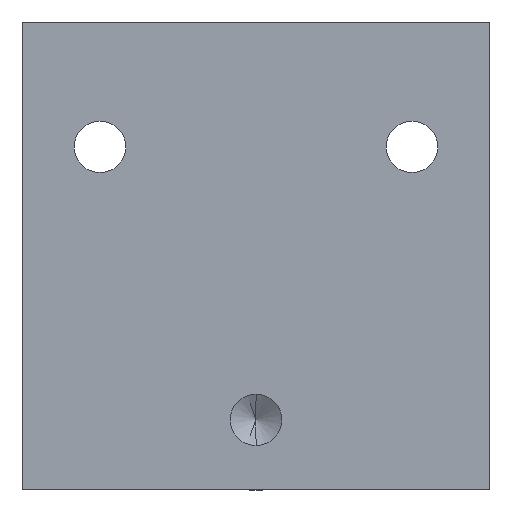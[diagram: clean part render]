
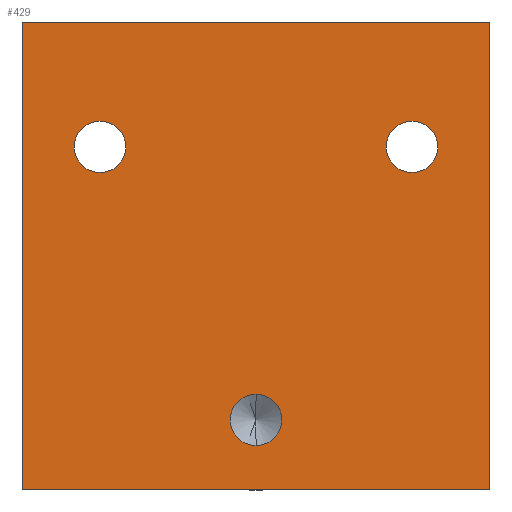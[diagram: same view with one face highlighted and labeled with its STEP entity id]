
A CAD part, front view. The second image highlights one B-rep face of the part: STEP entity #429.
In plain terms, the highlighted planar face has unit normal (0, -1, 0).
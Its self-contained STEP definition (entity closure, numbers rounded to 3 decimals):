
#4 = EDGE_CURVE ( 'NONE', #111, #54, #676, .T. ) ;
#16 = LINE ( 'NONE', #215, #663 ) ;
#18 = AXIS2_PLACEMENT_3D ( 'NONE', #723, #601, #717 ) ;
#23 = CARTESIAN_POINT ( 'NONE',  ( -10., 0., 20.35 ) ) ;
#31 = CARTESIAN_POINT ( 'NONE',  ( 0., 0., 2.85 ) ) ;
#38 = DIRECTION ( 'NONE',  ( 0., 0., -1. ) ) ;
#49 = CARTESIAN_POINT ( 'NONE',  ( 15., 0., 30. ) ) ;
#54 = VERTEX_POINT ( 'NONE', #623 ) ;
#64 = EDGE_CURVE ( 'NONE', #687, #533, #122, .T. ) ;
#67 = DIRECTION ( 'NONE',  ( 0., 0., -1. ) ) ;
#73 = EDGE_CURVE ( 'NONE', #404, #575, #821, .T. ) ;
#79 = AXIS2_PLACEMENT_3D ( 'NONE', #213, #158, #748 ) ;
#91 = EDGE_CURVE ( 'NONE', #297, #457, #209, .T. ) ;
#94 = CARTESIAN_POINT ( 'NONE',  ( -15., 0., 0. ) ) ;
#100 = CARTESIAN_POINT ( 'NONE',  ( 15., 0., 0. ) ) ;
#111 = VERTEX_POINT ( 'NONE', #31 ) ;
#122 = CIRCLE ( 'NONE', #163, 1.65 ) ;
#131 = CARTESIAN_POINT ( 'NONE',  ( 0., 0., 4.5 ) ) ;
#136 = DIRECTION ( 'NONE',  ( 0., 1., 0. ) ) ;
#142 = DIRECTION ( 'NONE',  ( 0., -1., 0. ) ) ;
#158 = DIRECTION ( 'NONE',  ( 0., -1., 0. ) ) ;
#163 = AXIS2_PLACEMENT_3D ( 'NONE', #401, #142, #674 ) ;
#180 = CIRCLE ( 'NONE', #789, 1.65 ) ;
#187 = EDGE_CURVE ( 'NONE', #288, #575, #374, .T. ) ;
#209 = CIRCLE ( 'NONE', #79, 1.65 ) ;
#213 = CARTESIAN_POINT ( 'NONE',  ( -10., 0., 22. ) ) ;
#214 = CARTESIAN_POINT ( 'NONE',  ( 10., 0., 23.65 ) ) ;
#215 = CARTESIAN_POINT ( 'NONE',  ( 15., 0., 0. ) ) ;
#232 = VECTOR ( 'NONE', #487, 1000. ) ;
#235 = CARTESIAN_POINT ( 'NONE',  ( 10., 0., 20.35 ) ) ;
#243 = CARTESIAN_POINT ( 'NONE',  ( 10., 0., 22. ) ) ;
#246 = ORIENTED_EDGE ( 'NONE', *, *, #4, .F. ) ;
#248 = DIRECTION ( 'NONE',  ( -1., 0., 0. ) ) ;
#249 = ORIENTED_EDGE ( 'NONE', *, *, #73, .T. ) ;
#288 = VERTEX_POINT ( 'NONE', #592 ) ;
#297 = VERTEX_POINT ( 'NONE', #452 ) ;
#299 = EDGE_LOOP ( 'NONE', ( #526, #466 ) ) ;
#318 = EDGE_CURVE ( 'NONE', #54, #111, #540, .T. ) ;
#339 = DIRECTION ( 'NONE',  ( 0., 0., -1. ) ) ;
#374 = LINE ( 'NONE', #100, #720 ) ;
#388 = DIRECTION ( 'NONE',  ( 0., -1., 0. ) ) ;
#393 = CARTESIAN_POINT ( 'NONE',  ( -10., 0., 22. ) ) ;
#401 = CARTESIAN_POINT ( 'NONE',  ( 10., 0., 22. ) ) ;
#404 = VERTEX_POINT ( 'NONE', #826 ) ;
#410 = FACE_OUTER_BOUND ( 'NONE', #835, .T. ) ;
#416 = ORIENTED_EDGE ( 'NONE', *, *, #187, .F. ) ;
#429 = ADVANCED_FACE ( 'NONE', ( #680, #673, #742, #410 ), #611, .F. ) ;
#430 = CARTESIAN_POINT ( 'NONE',  ( 15., 0., 30. ) ) ;
#440 = ORIENTED_EDGE ( 'NONE', *, *, #318, .F. ) ;
#452 = CARTESIAN_POINT ( 'NONE',  ( -10., 0., 23.65 ) ) ;
#457 = VERTEX_POINT ( 'NONE', #23 ) ;
#462 = EDGE_CURVE ( 'NONE', #794, #288, #16, .T. ) ;
#463 = CARTESIAN_POINT ( 'NONE',  ( 15., 0., 0. ) ) ;
#464 = ORIENTED_EDGE ( 'NONE', *, *, #462, .F. ) ;
#466 = ORIENTED_EDGE ( 'NONE', *, *, #64, .F. ) ;
#487 = DIRECTION ( 'NONE',  ( 0., 0., -1. ) ) ;
#489 = ORIENTED_EDGE ( 'NONE', *, *, #588, .F. ) ;
#503 = DIRECTION ( 'NONE',  ( 0., -1., 0. ) ) ;
#526 = ORIENTED_EDGE ( 'NONE', *, *, #807, .F. ) ;
#533 = VERTEX_POINT ( 'NONE', #235 ) ;
#540 = CIRCLE ( 'NONE', #18, 1.65 ) ;
#541 = DIRECTION ( 'NONE',  ( 0., 0., 1. ) ) ;
#542 = CIRCLE ( 'NONE', #844, 1.65 ) ;
#575 = VERTEX_POINT ( 'NONE', #731 ) ;
#582 = AXIS2_PLACEMENT_3D ( 'NONE', #463, #136, #541 ) ;
#588 = EDGE_CURVE ( 'NONE', #457, #297, #180, .T. ) ;
#592 = CARTESIAN_POINT ( 'NONE',  ( 15., 0., 0. ) ) ;
#599 = DIRECTION ( 'NONE',  ( 0., -1., 0. ) ) ;
#600 = EDGE_LOOP ( 'NONE', ( #489, #855 ) ) ;
#601 = DIRECTION ( 'NONE',  ( 0., -1., 0. ) ) ;
#611 = PLANE ( 'NONE',  #582 ) ;
#623 = CARTESIAN_POINT ( 'NONE',  ( 0., 0., 6.15 ) ) ;
#632 = VECTOR ( 'NONE', #248, 1000. ) ;
#643 = LINE ( 'NONE', #49, #632 ) ;
#657 = EDGE_LOOP ( 'NONE', ( #246, #440 ) ) ;
#663 = VECTOR ( 'NONE', #339, 1000. ) ;
#668 = DIRECTION ( 'NONE',  ( 0., 0., -1. ) ) ;
#673 = FACE_BOUND ( 'NONE', #600, .T. ) ;
#674 = DIRECTION ( 'NONE',  ( 0., 0., -1. ) ) ;
#676 = CIRCLE ( 'NONE', #751, 1.65 ) ;
#680 = FACE_BOUND ( 'NONE', #299, .T. ) ;
#687 = VERTEX_POINT ( 'NONE', #214 ) ;
#717 = DIRECTION ( 'NONE',  ( 0., 0., -1. ) ) ;
#720 = VECTOR ( 'NONE', #791, 1000. ) ;
#723 = CARTESIAN_POINT ( 'NONE',  ( 0., 0., 4.5 ) ) ;
#731 = CARTESIAN_POINT ( 'NONE',  ( -15., 0., 0. ) ) ;
#742 = FACE_BOUND ( 'NONE', #657, .T. ) ;
#748 = DIRECTION ( 'NONE',  ( 0., 0., -1. ) ) ;
#751 = AXIS2_PLACEMENT_3D ( 'NONE', #131, #388, #67 ) ;
#788 = ORIENTED_EDGE ( 'NONE', *, *, #836, .T. ) ;
#789 = AXIS2_PLACEMENT_3D ( 'NONE', #393, #599, #668 ) ;
#791 = DIRECTION ( 'NONE',  ( -1., 0., 0. ) ) ;
#794 = VERTEX_POINT ( 'NONE', #430 ) ;
#807 = EDGE_CURVE ( 'NONE', #533, #687, #542, .T. ) ;
#821 = LINE ( 'NONE', #94, #232 ) ;
#826 = CARTESIAN_POINT ( 'NONE',  ( -15., 0., 30. ) ) ;
#835 = EDGE_LOOP ( 'NONE', ( #249, #416, #464, #788 ) ) ;
#836 = EDGE_CURVE ( 'NONE', #794, #404, #643, .T. ) ;
#844 = AXIS2_PLACEMENT_3D ( 'NONE', #243, #503, #38 ) ;
#855 = ORIENTED_EDGE ( 'NONE', *, *, #91, .F. ) ;
